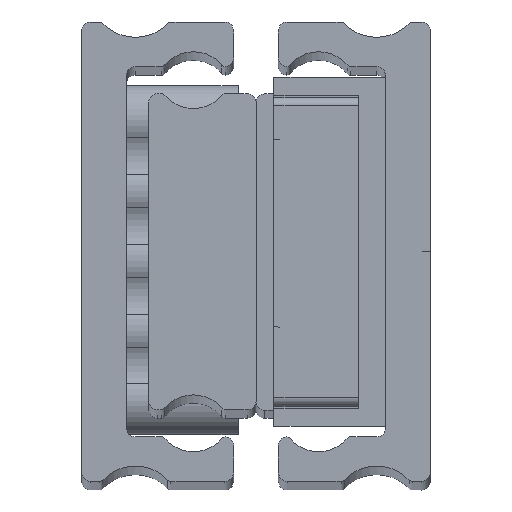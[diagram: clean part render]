
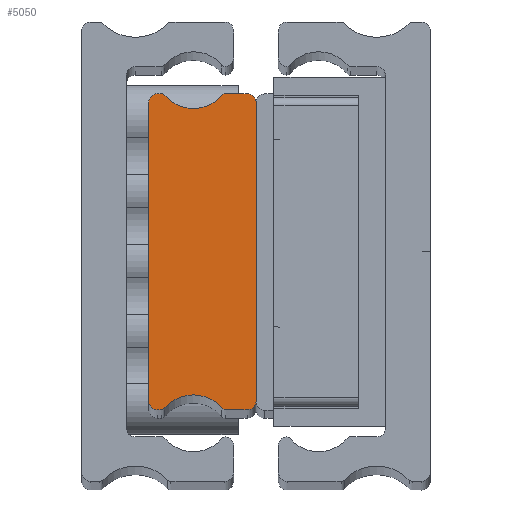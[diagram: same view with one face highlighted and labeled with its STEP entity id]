
A CAD part, top view. The second image highlights one B-rep face of the part: STEP entity #5050.
In plain terms, the highlighted planar face has unit normal (0, 0, 1).
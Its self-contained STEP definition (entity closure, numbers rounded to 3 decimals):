
#18 = CARTESIAN_POINT ( 'NONE',  ( -12., 16.687, 0. ) ) ;
#79 = VERTEX_POINT ( 'NONE', #3374 ) ;
#80 = VECTOR ( 'NONE', #7018, 1000. ) ;
#163 = CARTESIAN_POINT ( 'NONE',  ( -11., -16.688, 0. ) ) ;
#235 = ORIENTED_EDGE ( 'NONE', *, *, #3958, .T. ) ;
#245 = DIRECTION ( 'NONE',  ( 1., 0., 0. ) ) ;
#266 = DIRECTION ( 'NONE',  ( 0., 0., 1. ) ) ;
#270 = CARTESIAN_POINT ( 'NONE',  ( -7., 20.232, 0. ) ) ;
#315 = EDGE_CURVE ( 'NONE', #5616, #2509, #7162, .T. ) ;
#325 = LINE ( 'NONE', #2042, #5594 ) ;
#350 = DIRECTION ( 'NONE',  ( 0., 0., 1. ) ) ;
#353 = DIRECTION ( 'NONE',  ( -1., 0., 0. ) ) ;
#404 = VERTEX_POINT ( 'NONE', #2095 ) ;
#489 = EDGE_CURVE ( 'NONE', #6893, #2868, #4348, .T. ) ;
#490 = VERTEX_POINT ( 'NONE', #6695 ) ;
#506 = AXIS2_PLACEMENT_3D ( 'NONE', #4274, #3086, #245 ) ;
#532 = CARTESIAN_POINT ( 'NONE',  ( -10.603, -17.187, 0. ) ) ;
#536 = VERTEX_POINT ( 'NONE', #4586 ) ;
#588 = VERTEX_POINT ( 'NONE', #6375 ) ;
#732 = DIRECTION ( 'NONE',  ( 1., 0., 0. ) ) ;
#734 = AXIS2_PLACEMENT_3D ( 'NONE', #270, #6344, #2136 ) ;
#782 = EDGE_CURVE ( 'NONE', #3436, #1019, #325, .T. ) ;
#803 = AXIS2_PLACEMENT_3D ( 'NONE', #4329, #266, #4362 ) ;
#901 = CARTESIAN_POINT ( 'NONE',  ( -3.397, -17.688, 0. ) ) ;
#922 = EDGE_CURVE ( 'NONE', #6651, #404, #1789, .T. ) ;
#938 = DIRECTION ( 'NONE',  ( 1., 0., 0. ) ) ;
#993 = AXIS2_PLACEMENT_3D ( 'NONE', #2665, #3388, #4430 ) ;
#1019 = VERTEX_POINT ( 'NONE', #5688 ) ;
#1073 = LINE ( 'NONE', #6894, #3275 ) ;
#1131 = EDGE_CURVE ( 'NONE', #4989, #4741, #2920, .T. ) ;
#1170 = EDGE_CURVE ( 'NONE', #1019, #490, #3992, .T. ) ;
#1412 = EDGE_CURVE ( 'NONE', #490, #5616, #1073, .T. ) ;
#1542 = CARTESIAN_POINT ( 'NONE',  ( -1., 17.688, 0. ) ) ;
#1715 = VERTEX_POINT ( 'NONE', #7248 ) ;
#1789 = CIRCLE ( 'NONE', #6091, 0.5 ) ;
#1816 = DIRECTION ( 'NONE',  ( 1., 0., 0. ) ) ;
#1817 = AXIS2_PLACEMENT_3D ( 'NONE', #163, #2491, #732 ) ;
#1826 = VECTOR ( 'NONE', #3218, 1000. ) ;
#1842 = DIRECTION ( 'NONE',  ( 1., 0., 0. ) ) ;
#1937 = CARTESIAN_POINT ( 'NONE',  ( -1., 16.687, 0. ) ) ;
#1957 = CARTESIAN_POINT ( 'NONE',  ( -1., 17.687, 0. ) ) ;
#2042 = CARTESIAN_POINT ( 'NONE',  ( -3.397, -17.688, 0. ) ) ;
#2053 = ORIENTED_EDGE ( 'NONE', *, *, #1412, .T. ) ;
#2074 = EDGE_CURVE ( 'NONE', #5692, #4989, #2288, .T. ) ;
#2095 = CARTESIAN_POINT ( 'NONE',  ( -3.808, 17.473, 0. ) ) ;
#2101 = CARTESIAN_POINT ( 'NONE',  ( -11., 17.687, 0. ) ) ;
#2124 = FACE_OUTER_BOUND ( 'NONE', #2420, .T. ) ;
#2136 = DIRECTION ( 'NONE',  ( 1., 0., 0. ) ) ;
#2218 = CIRCLE ( 'NONE', #3212, 0.5 ) ;
#2246 = CARTESIAN_POINT ( 'NONE',  ( 0., 16.687, 0. ) ) ;
#2250 = AXIS2_PLACEMENT_3D ( 'NONE', #3160, #350, #4883 ) ;
#2288 = CIRCLE ( 'NONE', #6817, 1. ) ;
#2420 = EDGE_LOOP ( 'NONE', ( #2964, #3175, #6983, #7317, #6735, #3301, #3129, #2717, #4406, #2490, #5012, #5204, #2053, #2919, #235, #6647 ) ) ;
#2421 = CARTESIAN_POINT ( 'NONE',  ( -1., -16.687, 0. ) ) ;
#2469 = CIRCLE ( 'NONE', #506, 4.22 ) ;
#2481 = DIRECTION ( 'NONE',  ( 0., 0., 1. ) ) ;
#2490 = ORIENTED_EDGE ( 'NONE', *, *, #6534, .T. ) ;
#2491 = DIRECTION ( 'NONE',  ( 0., 0., 1. ) ) ;
#2509 = VERTEX_POINT ( 'NONE', #1542 ) ;
#2665 = CARTESIAN_POINT ( 'NONE',  ( -3.397, -17.187, 0. ) ) ;
#2690 = EDGE_CURVE ( 'NONE', #79, #588, #6549, .T. ) ;
#2717 = ORIENTED_EDGE ( 'NONE', *, *, #2922, .T. ) ;
#2868 = VERTEX_POINT ( 'NONE', #3267 ) ;
#2919 = ORIENTED_EDGE ( 'NONE', *, *, #315, .T. ) ;
#2920 = LINE ( 'NONE', #18, #80 ) ;
#2922 = EDGE_CURVE ( 'NONE', #588, #536, #2218, .T. ) ;
#2964 = ORIENTED_EDGE ( 'NONE', *, *, #5525, .T. ) ;
#3086 = DIRECTION ( 'NONE',  ( 0., 0., -1. ) ) ;
#3129 = ORIENTED_EDGE ( 'NONE', *, *, #2690, .T. ) ;
#3137 = CARTESIAN_POINT ( 'NONE',  ( -11., 16.687, 0. ) ) ;
#3160 = CARTESIAN_POINT ( 'NONE',  ( -7., 20.232, 0. ) ) ;
#3175 = ORIENTED_EDGE ( 'NONE', *, *, #489, .T. ) ;
#3182 = CIRCLE ( 'NONE', #1817, 1. ) ;
#3212 = AXIS2_PLACEMENT_3D ( 'NONE', #532, #6208, #5201 ) ;
#3218 = DIRECTION ( 'NONE',  ( -1., 0., 0. ) ) ;
#3267 = CARTESIAN_POINT ( 'NONE',  ( -10.603, 17.687, 0. ) ) ;
#3275 = VECTOR ( 'NONE', #7505, 1000. ) ;
#3301 = ORIENTED_EDGE ( 'NONE', *, *, #5254, .T. ) ;
#3374 = CARTESIAN_POINT ( 'NONE',  ( -11., -17.687, 0. ) ) ;
#3388 = DIRECTION ( 'NONE',  ( 0., 0., 1. ) ) ;
#3436 = VERTEX_POINT ( 'NONE', #901 ) ;
#3568 = DIRECTION ( 'NONE',  ( 0., 0., 1. ) ) ;
#3645 = DIRECTION ( 'NONE',  ( 1., 0., 0. ) ) ;
#3876 = EDGE_CURVE ( 'NONE', #536, #1715, #2469, .T. ) ;
#3939 = CARTESIAN_POINT ( 'NONE',  ( -12., 16.687, 0. ) ) ;
#3955 = CARTESIAN_POINT ( 'NONE',  ( -10.192, 17.473, 0. ) ) ;
#3958 = EDGE_CURVE ( 'NONE', #2509, #6651, #5998, .T. ) ;
#3992 = CIRCLE ( 'NONE', #4972, 1. ) ;
#4034 = CARTESIAN_POINT ( 'NONE',  ( -3.397, 17.687, 0. ) ) ;
#4274 = CARTESIAN_POINT ( 'NONE',  ( -7., -20.232, 0. ) ) ;
#4329 = CARTESIAN_POINT ( 'NONE',  ( -10.603, 17.187, 0. ) ) ;
#4348 = CIRCLE ( 'NONE', #803, 0.5 ) ;
#4362 = DIRECTION ( 'NONE',  ( 1., 0., 0. ) ) ;
#4406 = ORIENTED_EDGE ( 'NONE', *, *, #3876, .T. ) ;
#4430 = DIRECTION ( 'NONE',  ( 1., 0., 0. ) ) ;
#4507 = DIRECTION ( 'NONE',  ( 0., 0., 1. ) ) ;
#4586 = CARTESIAN_POINT ( 'NONE',  ( -10.192, -17.473, 0. ) ) ;
#4741 = VERTEX_POINT ( 'NONE', #4743 ) ;
#4743 = CARTESIAN_POINT ( 'NONE',  ( -12., -16.688, 0. ) ) ;
#4883 = DIRECTION ( 'NONE',  ( 1., 0., 0. ) ) ;
#4972 = AXIS2_PLACEMENT_3D ( 'NONE', #2421, #7098, #1842 ) ;
#4989 = VERTEX_POINT ( 'NONE', #3939 ) ;
#5012 = ORIENTED_EDGE ( 'NONE', *, *, #782, .T. ) ;
#5050 = ADVANCED_FACE ( 'NONE', ( #2124 ), #7360, .T. ) ;
#5201 = DIRECTION ( 'NONE',  ( 1., 0., 0. ) ) ;
#5204 = ORIENTED_EDGE ( 'NONE', *, *, #1170, .T. ) ;
#5254 = EDGE_CURVE ( 'NONE', #4741, #79, #3182, .T. ) ;
#5525 = EDGE_CURVE ( 'NONE', #404, #6893, #6602, .T. ) ;
#5594 = VECTOR ( 'NONE', #938, 1000. ) ;
#5616 = VERTEX_POINT ( 'NONE', #2246 ) ;
#5688 = CARTESIAN_POINT ( 'NONE',  ( -1., -17.688, 0. ) ) ;
#5692 = VERTEX_POINT ( 'NONE', #2101 ) ;
#5813 = AXIS2_PLACEMENT_3D ( 'NONE', #1937, #3568, #3645 ) ;
#5830 = DIRECTION ( 'NONE',  ( 1., 0., 0. ) ) ;
#5845 = EDGE_CURVE ( 'NONE', #2868, #5692, #6124, .T. ) ;
#5998 = LINE ( 'NONE', #1957, #6369 ) ;
#6091 = AXIS2_PLACEMENT_3D ( 'NONE', #7295, #4507, #6945 ) ;
#6124 = LINE ( 'NONE', #7268, #1826 ) ;
#6208 = DIRECTION ( 'NONE',  ( 0., 0., 1. ) ) ;
#6344 = DIRECTION ( 'NONE',  ( 0., 0., -1. ) ) ;
#6369 = VECTOR ( 'NONE', #353, 1000. ) ;
#6375 = CARTESIAN_POINT ( 'NONE',  ( -10.603, -17.687, 0. ) ) ;
#6491 = VECTOR ( 'NONE', #5830, 1000. ) ;
#6534 = EDGE_CURVE ( 'NONE', #1715, #3436, #7351, .T. ) ;
#6549 = LINE ( 'NONE', #7094, #6491 ) ;
#6602 = CIRCLE ( 'NONE', #734, 4.22 ) ;
#6647 = ORIENTED_EDGE ( 'NONE', *, *, #922, .T. ) ;
#6651 = VERTEX_POINT ( 'NONE', #4034 ) ;
#6695 = CARTESIAN_POINT ( 'NONE',  ( 0., -16.687, 0. ) ) ;
#6735 = ORIENTED_EDGE ( 'NONE', *, *, #1131, .T. ) ;
#6817 = AXIS2_PLACEMENT_3D ( 'NONE', #3137, #2481, #1816 ) ;
#6893 = VERTEX_POINT ( 'NONE', #3955 ) ;
#6894 = CARTESIAN_POINT ( 'NONE',  ( 0., -16.687, 0. ) ) ;
#6945 = DIRECTION ( 'NONE',  ( 1., 0., 0. ) ) ;
#6983 = ORIENTED_EDGE ( 'NONE', *, *, #5845, .T. ) ;
#7018 = DIRECTION ( 'NONE',  ( 0., -1., 0. ) ) ;
#7094 = CARTESIAN_POINT ( 'NONE',  ( -11., -17.687, 0. ) ) ;
#7098 = DIRECTION ( 'NONE',  ( 0., 0., 1. ) ) ;
#7162 = CIRCLE ( 'NONE', #5813, 1. ) ;
#7248 = CARTESIAN_POINT ( 'NONE',  ( -3.808, -17.473, 0. ) ) ;
#7268 = CARTESIAN_POINT ( 'NONE',  ( -10.603, 17.688, 0. ) ) ;
#7295 = CARTESIAN_POINT ( 'NONE',  ( -3.397, 17.187, 0. ) ) ;
#7317 = ORIENTED_EDGE ( 'NONE', *, *, #2074, .T. ) ;
#7351 = CIRCLE ( 'NONE', #993, 0.5 ) ;
#7360 = PLANE ( 'NONE',  #2250 ) ;
#7505 = DIRECTION ( 'NONE',  ( 0., 1., 0. ) ) ;
